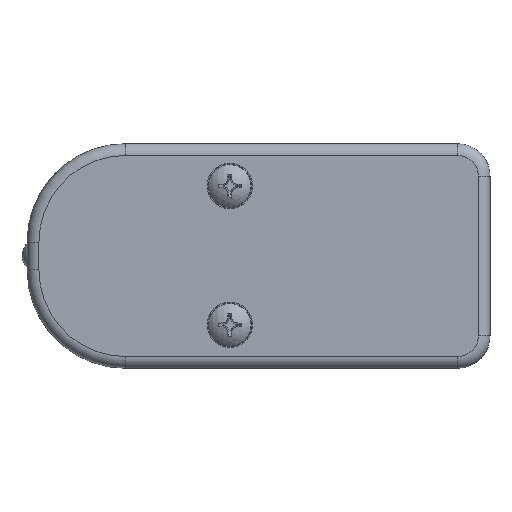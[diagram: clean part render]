
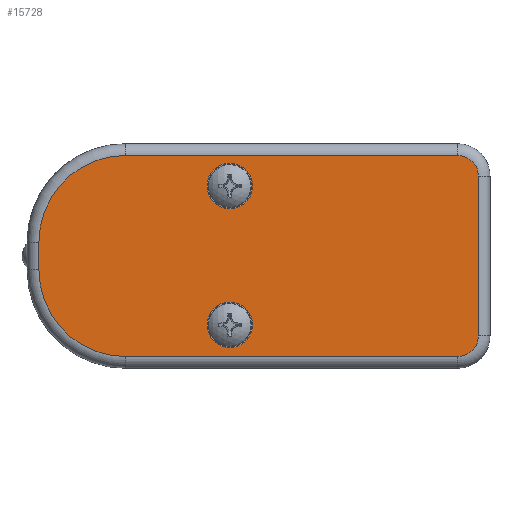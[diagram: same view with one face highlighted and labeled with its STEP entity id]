
A CAD part, front view. The second image highlights one B-rep face of the part: STEP entity #15728.
In plain terms, the highlighted planar face has unit normal (0, -1, 0).
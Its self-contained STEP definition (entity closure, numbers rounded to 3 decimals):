
#994=FACE_BOUND('',#3288,.T.);
#995=FACE_BOUND('',#3289,.T.);
#1367=PLANE('',#17427);
#2275=FACE_OUTER_BOUND('',#3287,.T.);
#3287=EDGE_LOOP('',(#14408,#14409,#14410,#14411,#14412,#14413,#14414,#14415));
#3288=EDGE_LOOP('',(#14416));
#3289=EDGE_LOOP('',(#14417));
#4465=LINE('',#32895,#5635);
#4466=LINE('',#32906,#5636);
#4468=LINE('',#32918,#5638);
#4470=LINE('',#32930,#5640);
#5635=VECTOR('',#21673,10.);
#5636=VECTOR('',#21686,10.);
#5638=VECTOR('',#21700,10.);
#5640=VECTOR('',#21714,10.);
#6346=CIRCLE('',#17333,2.904);
#6349=CIRCLE('',#17338,2.915);
#6389=CIRCLE('',#17402,11.1);
#6393=CIRCLE('',#17408,2.64);
#6397=CIRCLE('',#17414,2.64);
#6400=CIRCLE('',#17419,11.1);
#7719=VERTEX_POINT('',#32678);
#7722=VERTEX_POINT('',#32687);
#7760=VERTEX_POINT('',#32888);
#7763=VERTEX_POINT('',#32893);
#7765=VERTEX_POINT('',#32898);
#7767=VERTEX_POINT('',#32904);
#7769=VERTEX_POINT('',#32910);
#7771=VERTEX_POINT('',#32916);
#7773=VERTEX_POINT('',#32922);
#7775=VERTEX_POINT('',#32928);
#9905=EDGE_CURVE('',#7719,#7719,#6346,.T.);
#9909=EDGE_CURVE('',#7722,#7722,#6349,.T.);
#9976=EDGE_CURVE('',#7763,#7760,#4465,.T.);
#9978=EDGE_CURVE('',#7765,#7763,#6389,.T.);
#9981=EDGE_CURVE('',#7767,#7765,#4466,.T.);
#9984=EDGE_CURVE('',#7769,#7767,#6393,.T.);
#9987=EDGE_CURVE('',#7771,#7769,#4468,.T.);
#9990=EDGE_CURVE('',#7773,#7771,#6397,.T.);
#9993=EDGE_CURVE('',#7775,#7773,#4470,.T.);
#9995=EDGE_CURVE('',#7760,#7775,#6400,.T.);
#14408=ORIENTED_EDGE('',*,*,#9976,.F.);
#14409=ORIENTED_EDGE('',*,*,#9978,.F.);
#14410=ORIENTED_EDGE('',*,*,#9981,.F.);
#14411=ORIENTED_EDGE('',*,*,#9984,.F.);
#14412=ORIENTED_EDGE('',*,*,#9987,.F.);
#14413=ORIENTED_EDGE('',*,*,#9990,.F.);
#14414=ORIENTED_EDGE('',*,*,#9993,.F.);
#14415=ORIENTED_EDGE('',*,*,#9995,.F.);
#14416=ORIENTED_EDGE('',*,*,#9905,.T.);
#14417=ORIENTED_EDGE('',*,*,#9909,.T.);
#15728=ADVANCED_FACE('',(#2275,#994,#995),#1367,.F.);
#17333=AXIS2_PLACEMENT_3D('',#32679,#21514,#21515);
#17338=AXIS2_PLACEMENT_3D('',#32688,#21525,#21526);
#17402=AXIS2_PLACEMENT_3D('',#32900,#21678,#21679);
#17408=AXIS2_PLACEMENT_3D('',#32912,#21692,#21693);
#17414=AXIS2_PLACEMENT_3D('',#32924,#21706,#21707);
#17419=AXIS2_PLACEMENT_3D('',#32933,#21718,#21719);
#17427=AXIS2_PLACEMENT_3D('',#32953,#21741,#21742);
#21514=DIRECTION('center_axis',(0.,1.,0.));
#21515=DIRECTION('ref_axis',(1.,0.,0.));
#21525=DIRECTION('center_axis',(0.,1.,0.));
#21526=DIRECTION('ref_axis',(1.,0.,0.));
#21673=DIRECTION('',(0.,0.,1.));
#21678=DIRECTION('center_axis',(0.,1.,0.));
#21679=DIRECTION('ref_axis',(-0.707,0.,-0.707));
#21686=DIRECTION('',(-1.,0.,0.));
#21692=DIRECTION('center_axis',(0.,1.,0.));
#21693=DIRECTION('ref_axis',(0.707,0.,-0.707));
#21700=DIRECTION('',(0.,0.,-1.));
#21706=DIRECTION('center_axis',(0.,1.,0.));
#21707=DIRECTION('ref_axis',(0.707,0.,0.707));
#21714=DIRECTION('',(1.,0.,0.));
#21718=DIRECTION('center_axis',(0.,1.,0.));
#21719=DIRECTION('ref_axis',(-0.707,0.,0.707));
#21741=DIRECTION('center_axis',(0.,1.,0.));
#21742=DIRECTION('ref_axis',(1.,0.,0.));
#32678=CARTESIAN_POINT('',(-35.911,-2.,-17.592));
#32679=CARTESIAN_POINT('Origin',(-33.007,-2.,-17.592));
#32687=CARTESIAN_POINT('',(-35.921,-2.,0.188));
#32688=CARTESIAN_POINT('Origin',(-33.007,-2.,0.188));
#32888=CARTESIAN_POINT('',(-57.461,-2.,-7.));
#32893=CARTESIAN_POINT('',(-57.461,-2.,-10.575));
#32895=CARTESIAN_POINT('',(-57.461,-2.,-7.894));
#32898=CARTESIAN_POINT('',(-46.361,-2.,-21.675));
#32900=CARTESIAN_POINT('Origin',(-46.361,-2.,-10.575));
#32904=CARTESIAN_POINT('',(-3.801,-2.,-21.675));
#32906=CARTESIAN_POINT('',(-37.836,-2.,-21.675));
#32910=CARTESIAN_POINT('',(-1.161,-2.,-19.035));
#32912=CARTESIAN_POINT('Origin',(-3.801,-2.,-19.035));
#32916=CARTESIAN_POINT('',(-1.161,-2.,1.46));
#32918=CARTESIAN_POINT('',(-1.161,-2.,-13.911));
#32922=CARTESIAN_POINT('',(-3.801,-2.,4.1));
#32924=CARTESIAN_POINT('Origin',(-3.801,-2.,1.46));
#32928=CARTESIAN_POINT('',(-46.361,-2.,4.1));
#32930=CARTESIAN_POINT('',(-16.556,-2.,4.1));
#32933=CARTESIAN_POINT('Origin',(-46.361,-2.,-7.));
#32953=CARTESIAN_POINT('Origin',(-29.311,-2.,-8.787));
